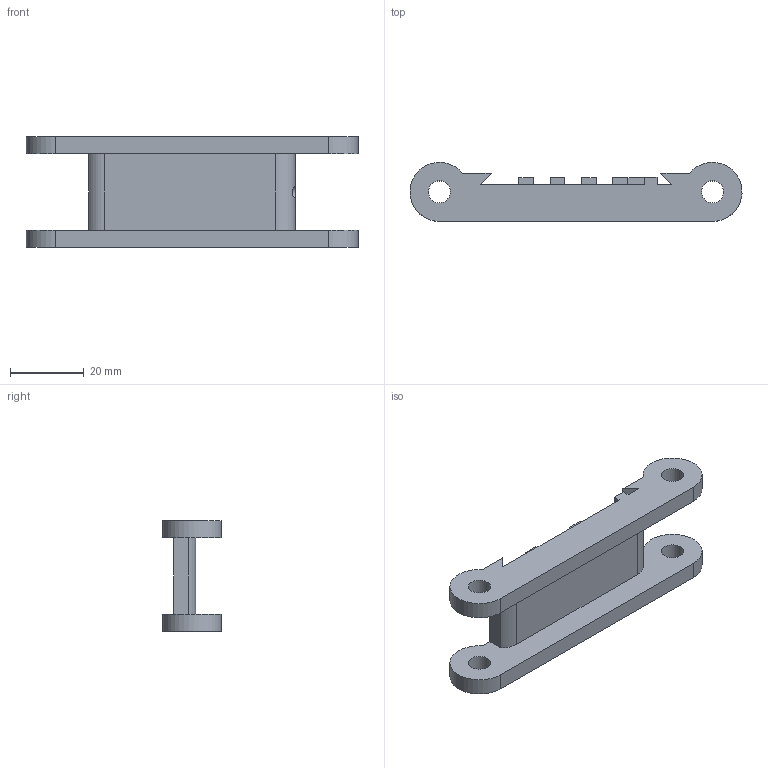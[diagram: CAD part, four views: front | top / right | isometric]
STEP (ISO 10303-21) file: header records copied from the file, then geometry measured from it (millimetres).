
FILE_DESCRIPTION(/* description */ (''),/* implementation_level */ '2;1');
FILE_NAME(/* name */ 'mPalm.stp',/* time_stamp */ '2020-05-08T18:55:47+12:00',/* author */ ('Ajay Yadiki'),/* organization */ (''),/* preprocessor_version */ 'ST-DEVELOPER v18',/* originating_system */ 'Autodesk Inventor 2020',/* authorisation */ '');
FILE_SCHEMA (('AUTOMOTIVE_DESIGN { 1 0 10303 214 3 1 1 }'));
Length unit declared in the file: millimetre
Products named in the file (1): mPalm
Bounding box: 89.97 x 15.99 x 30 mm (x, y, z)
Volume: 13405.6 mm3; surface area: 9339.9 mm2
Topology: 1 solids, 1 shells, 88 faces, 255 edges, 173 vertices
Faces by surface type: plane 70, cylinder 18
Full cylindrical faces by diameter (mm): 3 x1, 4 x4, 6 x4
Entity records: 3002 total; most frequent: CARTESIAN_POINT 552, ORIENTED_EDGE 510, DIRECTION 490, EDGE_CURVE 255, LINE 194, VECTOR 194, VERTEX_POINT 173, AXIS2_PLACEMENT_3D 148
